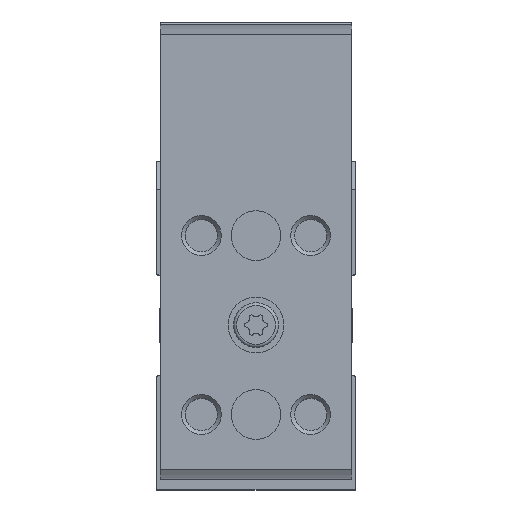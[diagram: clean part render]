
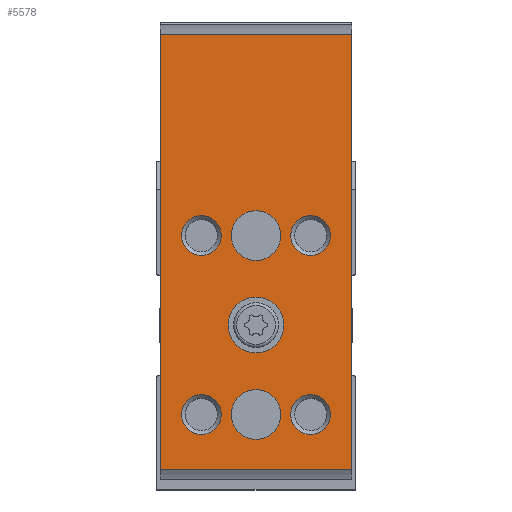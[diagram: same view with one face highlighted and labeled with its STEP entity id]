
A CAD part, top view. The second image highlights one B-rep face of the part: STEP entity #5578.
In plain terms, the highlighted planar face has unit normal (0, 0, 1).
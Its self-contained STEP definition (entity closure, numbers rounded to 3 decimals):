
#152=PLANE('',#7290);
#432=CIRCLE('',#7291,2.8);
#433=CIRCLE('',#7292,2.5);
#434=CIRCLE('',#7293,2.5);
#435=CIRCLE('',#7294,2.);
#436=CIRCLE('',#7295,2.);
#437=CIRCLE('',#7296,2.);
#438=CIRCLE('',#7297,2.);
#896=LINE('',#10529,#1297);
#897=LINE('',#10532,#1298);
#898=LINE('',#10534,#1299);
#899=LINE('',#10536,#1300);
#1297=VECTOR('',#8698,1000.);
#1298=VECTOR('',#8699,1000.);
#1299=VECTOR('',#8700,1000.);
#1300=VECTOR('',#8701,1000.);
#2318=ORIENTED_EDGE('',*,*,#3383,.T.);
#2319=ORIENTED_EDGE('',*,*,#3384,.T.);
#2320=ORIENTED_EDGE('',*,*,#3385,.T.);
#2321=ORIENTED_EDGE('',*,*,#3386,.F.);
#2322=ORIENTED_EDGE('',*,*,#3387,.F.);
#2323=ORIENTED_EDGE('',*,*,#3388,.F.);
#2324=ORIENTED_EDGE('',*,*,#3389,.F.);
#2325=ORIENTED_EDGE('',*,*,#3390,.T.);
#2326=ORIENTED_EDGE('',*,*,#3391,.F.);
#2327=ORIENTED_EDGE('',*,*,#3392,.F.);
#2328=ORIENTED_EDGE('',*,*,#3393,.T.);
#3383=EDGE_CURVE('',#4012,#4012,#432,.T.);
#3384=EDGE_CURVE('',#4013,#4013,#433,.T.);
#3385=EDGE_CURVE('',#4014,#4014,#434,.T.);
#3386=EDGE_CURVE('',#4015,#4015,#435,.T.);
#3387=EDGE_CURVE('',#4016,#4016,#436,.T.);
#3388=EDGE_CURVE('',#4017,#4017,#437,.T.);
#3389=EDGE_CURVE('',#4018,#4018,#438,.T.);
#3390=EDGE_CURVE('',#4019,#4020,#896,.T.);
#3391=EDGE_CURVE('',#4021,#4020,#897,.T.);
#3392=EDGE_CURVE('',#4022,#4021,#898,.T.);
#3393=EDGE_CURVE('',#4022,#4019,#899,.T.);
#4012=VERTEX_POINT('',#10516);
#4013=VERTEX_POINT('',#10518);
#4014=VERTEX_POINT('',#10520);
#4015=VERTEX_POINT('',#10522);
#4016=VERTEX_POINT('',#10524);
#4017=VERTEX_POINT('',#10526);
#4018=VERTEX_POINT('',#10528);
#4019=VERTEX_POINT('',#10530);
#4020=VERTEX_POINT('',#10531);
#4021=VERTEX_POINT('',#10533);
#4022=VERTEX_POINT('',#10535);
#4485=EDGE_LOOP('',(#2318));
#4486=EDGE_LOOP('',(#2319));
#4487=EDGE_LOOP('',(#2320));
#4488=EDGE_LOOP('',(#2321));
#4489=EDGE_LOOP('',(#2322));
#4490=EDGE_LOOP('',(#2323));
#4491=EDGE_LOOP('',(#2324));
#4492=EDGE_LOOP('',(#2325,#2326,#2327,#2328));
#5012=FACE_BOUND('',#4485,.T.);
#5013=FACE_BOUND('',#4486,.T.);
#5014=FACE_BOUND('',#4487,.T.);
#5015=FACE_BOUND('',#4488,.T.);
#5016=FACE_BOUND('',#4489,.T.);
#5017=FACE_BOUND('',#4490,.T.);
#5018=FACE_BOUND('',#4491,.T.);
#5019=FACE_BOUND('',#4492,.T.);
#5578=ADVANCED_FACE('',(#5012,#5013,#5014,#5015,#5016,#5017,#5018,#5019),
#152,.F.);
#7290=AXIS2_PLACEMENT_3D('',#10514,#8682,#8683);
#7291=AXIS2_PLACEMENT_3D('',#10515,#8684,#8685);
#7292=AXIS2_PLACEMENT_3D('',#10517,#8686,#8687);
#7293=AXIS2_PLACEMENT_3D('',#10519,#8688,#8689);
#7294=AXIS2_PLACEMENT_3D('',#10521,#8690,#8691);
#7295=AXIS2_PLACEMENT_3D('',#10523,#8692,#8693);
#7296=AXIS2_PLACEMENT_3D('',#10525,#8694,#8695);
#7297=AXIS2_PLACEMENT_3D('',#10527,#8696,#8697);
#8682=DIRECTION('',(0.,0.,-1.));
#8683=DIRECTION('',(-1.,0.,0.));
#8684=DIRECTION('',(0.,0.,-1.));
#8685=DIRECTION('',(-1.,0.,0.));
#8686=DIRECTION('',(0.,0.,-1.));
#8687=DIRECTION('',(-1.,0.,0.));
#8688=DIRECTION('',(0.,0.,-1.));
#8689=DIRECTION('',(-1.,0.,0.));
#8690=DIRECTION('',(0.,0.,1.));
#8691=DIRECTION('',(1.,0.,0.));
#8692=DIRECTION('',(0.,0.,1.));
#8693=DIRECTION('',(1.,0.,0.));
#8694=DIRECTION('',(0.,0.,1.));
#8695=DIRECTION('',(1.,0.,0.));
#8696=DIRECTION('',(0.,0.,1.));
#8697=DIRECTION('',(1.,0.,0.));
#8698=DIRECTION('',(0.,-1.,0.));
#8699=DIRECTION('',(-1.,0.,0.));
#8700=DIRECTION('',(0.,-1.,0.));
#8701=DIRECTION('',(-1.,0.,0.));
#10514=CARTESIAN_POINT('',(9.65,46.,0.));
#10515=CARTESIAN_POINT('',(0.,15.5,0.));
#10516=CARTESIAN_POINT('',(-2.8,15.5,0.));
#10517=CARTESIAN_POINT('',(0.,6.5,0.));
#10518=CARTESIAN_POINT('',(-2.5,6.5,0.));
#10519=CARTESIAN_POINT('',(0.,24.5,0.));
#10520=CARTESIAN_POINT('',(-2.5,24.5,0.));
#10521=CARTESIAN_POINT('',(-5.5,24.5,0.));
#10522=CARTESIAN_POINT('',(-3.5,24.5,0.));
#10523=CARTESIAN_POINT('',(5.5,24.5,0.));
#10524=CARTESIAN_POINT('',(7.5,24.5,0.));
#10525=CARTESIAN_POINT('',(-5.5,6.5,0.));
#10526=CARTESIAN_POINT('',(-3.5,6.5,0.));
#10527=CARTESIAN_POINT('',(5.5,6.5,0.));
#10528=CARTESIAN_POINT('',(7.5,6.5,0.));
#10529=CARTESIAN_POINT('',(-9.65,46.,0.));
#10530=CARTESIAN_POINT('',(-9.65,44.747,0.));
#10531=CARTESIAN_POINT('',(-9.65,0.953,0.));
#10532=CARTESIAN_POINT('',(9.65,0.953,0.));
#10533=CARTESIAN_POINT('',(9.65,0.953,0.));
#10534=CARTESIAN_POINT('',(9.65,46.,0.));
#10535=CARTESIAN_POINT('',(9.65,44.747,0.));
#10536=CARTESIAN_POINT('',(9.65,44.747,0.));
